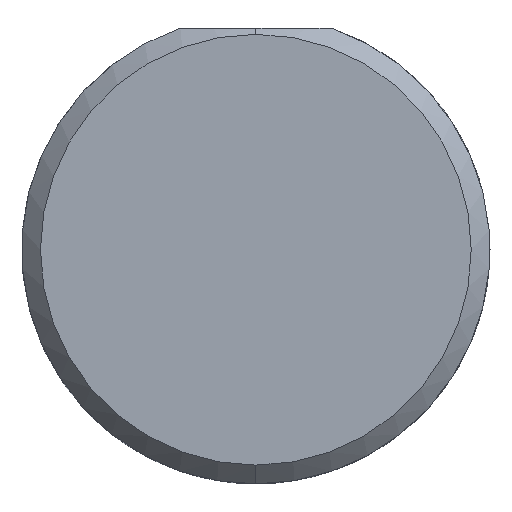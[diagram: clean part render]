
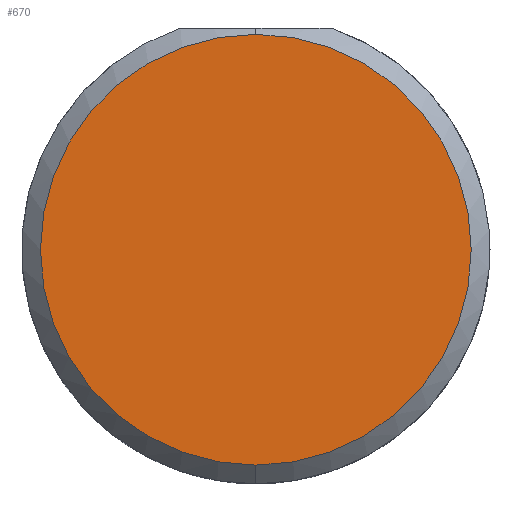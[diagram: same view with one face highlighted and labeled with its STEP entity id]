
A CAD part, left-side view. The second image highlights one B-rep face of the part: STEP entity #670.
In plain terms, the highlighted planar face has unit normal (-1, 0, 0).
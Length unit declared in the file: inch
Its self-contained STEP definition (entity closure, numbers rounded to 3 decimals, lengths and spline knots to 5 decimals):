
#24 = CARTESIAN_POINT ( 'NONE',  ( 0., 0., 0. ) ) ;
#65 = EDGE_CURVE ( 'NONE', #799, #783, #734, .T. ) ;
#102 = CARTESIAN_POINT ( 'NONE',  ( 0., 0., -0.17235 ) ) ;
#178 = ORIENTED_EDGE ( 'NONE', *, *, #418, .T. ) ;
#185 = DIRECTION ( 'NONE',  ( -1., 0., 0. ) ) ;
#311 = CIRCLE ( 'NONE', #616, 0.17235 ) ;
#375 = PLANE ( 'NONE',  #618 ) ;
#382 = DIRECTION ( 'NONE',  ( 1., 0., 0. ) ) ;
#408 = DIRECTION ( 'NONE',  ( 0., 0., -1. ) ) ;
#416 = EDGE_LOOP ( 'NONE', ( #795, #178 ) ) ;
#418 = EDGE_CURVE ( 'NONE', #783, #799, #311, .T. ) ;
#548 = CARTESIAN_POINT ( 'NONE',  ( 0., 0., 0. ) ) ;
#576 = DIRECTION ( 'NONE',  ( -1., 0., 0. ) ) ;
#616 = AXIS2_PLACEMENT_3D ( 'NONE', #24, #185, #408 ) ;
#618 = AXIS2_PLACEMENT_3D ( 'NONE', #548, #382, #778 ) ;
#633 = CARTESIAN_POINT ( 'NONE',  ( 0., 0., 0.17235 ) ) ;
#638 = DIRECTION ( 'NONE',  ( 0., 0., -1. ) ) ;
#670 = ADVANCED_FACE ( 'NONE', ( #855 ), #375, .F. ) ;
#716 = CARTESIAN_POINT ( 'NONE',  ( 0., 0., 0. ) ) ;
#734 = CIRCLE ( 'NONE', #914, 0.17235 ) ;
#778 = DIRECTION ( 'NONE',  ( 0., 0., -1. ) ) ;
#783 = VERTEX_POINT ( 'NONE', #633 ) ;
#795 = ORIENTED_EDGE ( 'NONE', *, *, #65, .T. ) ;
#799 = VERTEX_POINT ( 'NONE', #102 ) ;
#855 = FACE_OUTER_BOUND ( 'NONE', #416, .T. ) ;
#914 = AXIS2_PLACEMENT_3D ( 'NONE', #716, #576, #638 ) ;
